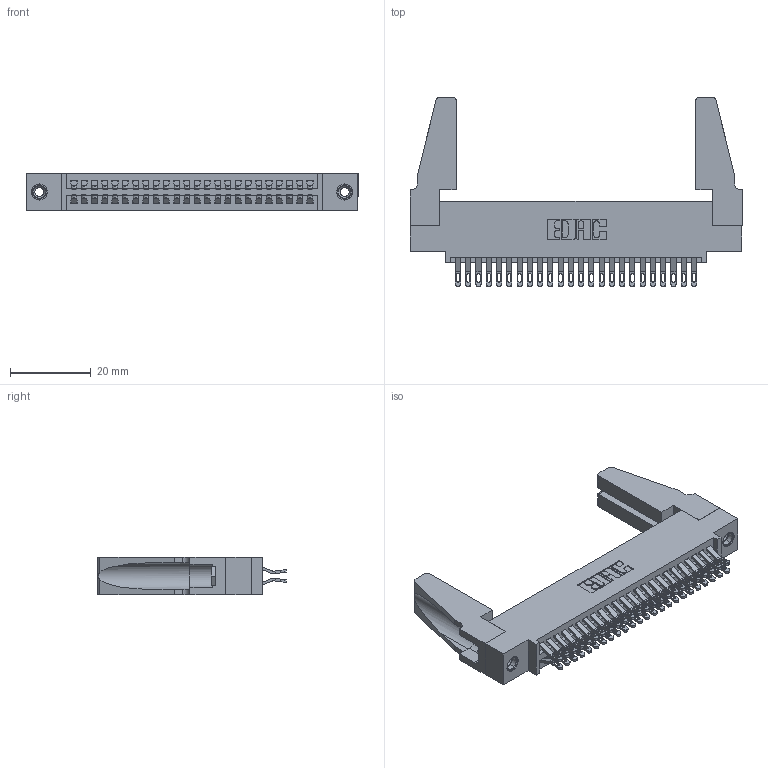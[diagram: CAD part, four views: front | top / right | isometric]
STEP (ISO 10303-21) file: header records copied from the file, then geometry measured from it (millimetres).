
FILE_DESCRIPTION (( 'STEP AP203' ), '1' );
FILE_NAME ('345-048-555-588.STEP', '2019-10-29T05:28:38', ( '' ), ( '' ), 'SwSTEP 2.0', 'SolidWorks 2016', '' );
FILE_SCHEMA (( 'CONFIG_CONTROL_DESIGN' ));
Length unit declared in the file: inch
Products named in the file (5): 345-292-001_555 Tail; 345-250-001_345-250-001-102; 345 Part_0.110 Offset - 0.156 Dia-TH; 345-048-555-588; 345-220-078_345-220-088
Assembly tree (53 placements, depth 2):
  345-048-555-588
    345 Part_0.110 Offset - 0.156 Dia-TH
    345-292-001_555 Tail  x48
    345-250-001_345-250-001-102  x2
    345-220-078_345-220-088  x2
Bounding box: 82.19 x 46.79 x 9.4 mm (x, y, z)
Volume: 11135.7 mm3; surface area: 15003.3 mm2
Topology: 53 solids, 53 shells, 2942 faces, 9163 edges, 6098 vertices
Faces by surface type: plane 1644, cylinder 1282, cone 12, torus 4
Entity records: 23860 total; most frequent: CARTESIAN_POINT 4048, ORIENTED_EDGE 3912, DIRECTION 3564, EDGE_CURVE 1956, LINE 1666, VECTOR 1666, VERTEX_POINT 1298, AXIS2_PLACEMENT_3D 949
